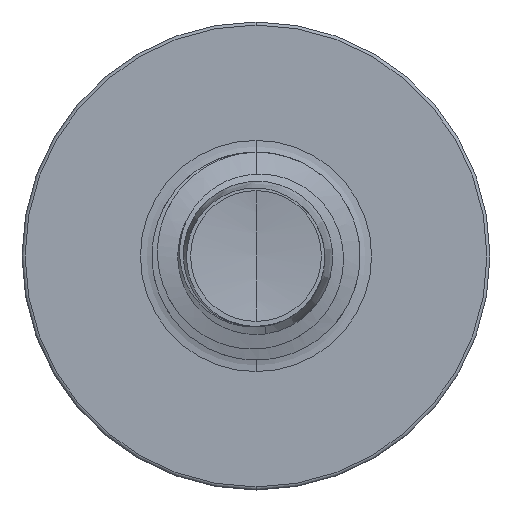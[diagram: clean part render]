
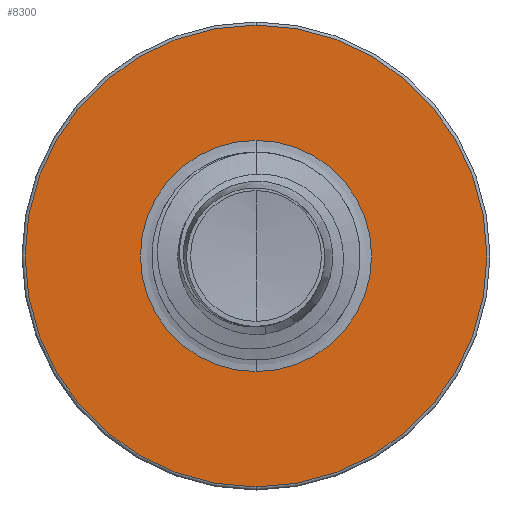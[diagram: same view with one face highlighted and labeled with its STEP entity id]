
A CAD part, front view. The second image highlights one B-rep face of the part: STEP entity #8300.
In plain terms, the highlighted planar face has unit normal (0, -1, 0).
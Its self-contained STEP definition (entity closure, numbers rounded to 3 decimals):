
#62 = AXIS2_PLACEMENT_3D ( 'NONE', #262, #147, #143 ) ;
#143 = DIRECTION ( 'NONE',  ( 0., 0., 1. ) ) ;
#147 = DIRECTION ( 'NONE',  ( 0., 1., 0. ) ) ;
#262 = CARTESIAN_POINT ( 'NONE',  ( 0., 2.5, -1.112 ) ) ;
#399 = PLANE ( 'NONE',  #62 ) ;
#410 = CARTESIAN_POINT ( 'NONE',  ( 0., 2.5, -2.22 ) ) ;
#660 = ORIENTED_EDGE ( 'NONE', *, *, #1655, .F. ) ;
#897 = CARTESIAN_POINT ( 'NONE',  ( 0., 2.5, 1.112 ) ) ;
#982 = CIRCLE ( 'NONE', #1172, 1.112 ) ;
#1165 = CARTESIAN_POINT ( 'NONE',  ( 0., 2.5, 2.22 ) ) ;
#1172 = AXIS2_PLACEMENT_3D ( 'NONE', #1490, #1489, #1474 ) ;
#1284 = EDGE_CURVE ( 'NONE', #4754, #8816, #2447, .T. ) ;
#1303 = EDGE_CURVE ( 'NONE', #8248, #5131, #2349, .T. ) ;
#1374 = DIRECTION ( 'NONE',  ( 0., 0., 1. ) ) ;
#1387 = DIRECTION ( 'NONE',  ( 0., 1., 0. ) ) ;
#1402 = CARTESIAN_POINT ( 'NONE',  ( 0., 2.5, 0. ) ) ;
#1474 = DIRECTION ( 'NONE',  ( 0., 0., 1. ) ) ;
#1489 = DIRECTION ( 'NONE',  ( 0., 1., 0. ) ) ;
#1490 = CARTESIAN_POINT ( 'NONE',  ( 0., 2.5, 0. ) ) ;
#1623 = FACE_BOUND ( 'NONE', #3872, .T. ) ;
#1655 = EDGE_CURVE ( 'NONE', #5131, #8248, #2133, .T. ) ;
#1700 = DIRECTION ( 'NONE',  ( 0., 0., 1. ) ) ;
#1718 = DIRECTION ( 'NONE',  ( 0., 1., 0. ) ) ;
#1782 = CARTESIAN_POINT ( 'NONE',  ( 0., 2.5, 0. ) ) ;
#1825 = DIRECTION ( 'NONE',  ( 0., 0., 1. ) ) ;
#1837 = DIRECTION ( 'NONE',  ( 0., 1., 0. ) ) ;
#1967 = CARTESIAN_POINT ( 'NONE',  ( 0., 2.5, 0. ) ) ;
#2133 = CIRCLE ( 'NONE', #5407, 2.22 ) ;
#2349 = CIRCLE ( 'NONE', #8261, 2.22 ) ;
#2447 = CIRCLE ( 'NONE', #7518, 1.112 ) ;
#2647 = ORIENTED_EDGE ( 'NONE', *, *, #4396, .T. ) ;
#3872 = EDGE_LOOP ( 'NONE', ( #8276, #2647 ) ) ;
#4396 = EDGE_CURVE ( 'NONE', #8816, #4754, #982, .T. ) ;
#4754 = VERTEX_POINT ( 'NONE', #897 ) ;
#5131 = VERTEX_POINT ( 'NONE', #1165 ) ;
#5407 = AXIS2_PLACEMENT_3D ( 'NONE', #1402, #1387, #1374 ) ;
#7203 = EDGE_LOOP ( 'NONE', ( #660, #8552 ) ) ;
#7518 = AXIS2_PLACEMENT_3D ( 'NONE', #1967, #1837, #1825 ) ;
#7618 = FACE_OUTER_BOUND ( 'NONE', #7203, .T. ) ;
#8159 = CARTESIAN_POINT ( 'NONE',  ( 0., 2.5, -1.112 ) ) ;
#8248 = VERTEX_POINT ( 'NONE', #410 ) ;
#8261 = AXIS2_PLACEMENT_3D ( 'NONE', #1782, #1718, #1700 ) ;
#8276 = ORIENTED_EDGE ( 'NONE', *, *, #1284, .T. ) ;
#8300 = ADVANCED_FACE ( 'NONE', ( #7618, #1623 ), #399, .F. ) ;
#8552 = ORIENTED_EDGE ( 'NONE', *, *, #1303, .F. ) ;
#8816 = VERTEX_POINT ( 'NONE', #8159 ) ;
